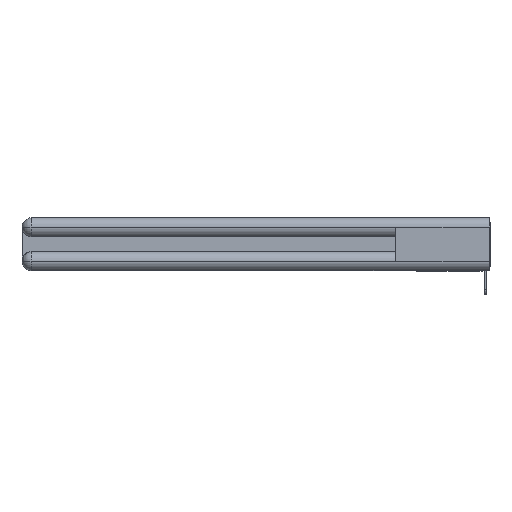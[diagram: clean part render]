
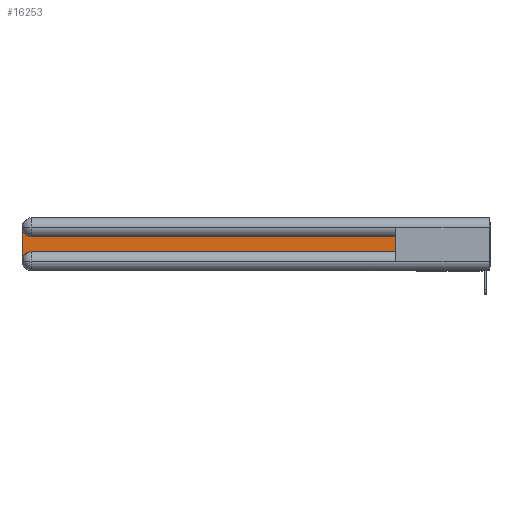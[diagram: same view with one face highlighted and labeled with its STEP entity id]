
A CAD part, left-side view. The second image highlights one B-rep face of the part: STEP entity #16253.
In plain terms, the highlighted planar face has unit normal (-1, 0, 0).
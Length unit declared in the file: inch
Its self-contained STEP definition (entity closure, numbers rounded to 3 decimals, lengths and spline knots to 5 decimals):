
#486 = VERTEX_POINT ( 'NONE', #4828 ) ;
#1282 = FACE_OUTER_BOUND ( 'NONE', #17660, .T. ) ;
#2596 = CARTESIAN_POINT ( 'NONE',  ( 0.075, 2.94, -0.2775 ) ) ;
#2976 = VERTEX_POINT ( 'NONE', #5302 ) ;
#4690 = ORIENTED_EDGE ( 'NONE', *, *, #11642, .T. ) ;
#4828 = CARTESIAN_POINT ( 'NONE',  ( 0.075, 3., -0.0625 ) ) ;
#4981 = EDGE_CURVE ( 'NONE', #486, #23415, #10979, .T. ) ;
#5302 = CARTESIAN_POINT ( 'NONE',  ( 0.075, 2.94, -0.1225 ) ) ;
#5378 = EDGE_CURVE ( 'NONE', #9948, #2976, #10022, .T. ) ;
#5574 = VECTOR ( 'NONE', #10220, 39.37008 ) ;
#5819 = VERTEX_POINT ( 'NONE', #8831 ) ;
#7035 = AXIS2_PLACEMENT_3D ( 'NONE', #2596, #8931, #23045 ) ;
#8697 = CARTESIAN_POINT ( 'NONE',  ( 0.075, 0.6, -0.2175 ) ) ;
#8831 = CARTESIAN_POINT ( 'NONE',  ( 0.075, 2.94, -0.2175 ) ) ;
#8931 = DIRECTION ( 'NONE',  ( 1., 0., 0. ) ) ;
#9948 = VERTEX_POINT ( 'NONE', #17172 ) ;
#10022 = LINE ( 'NONE', #10843, #10312 ) ;
#10220 = DIRECTION ( 'NONE',  ( 0., 0., -1. ) ) ;
#10312 = VECTOR ( 'NONE', #23273, 39.37008 ) ;
#10843 = CARTESIAN_POINT ( 'NONE',  ( 0.075, 0.6, -0.1225 ) ) ;
#10979 = LINE ( 'NONE', #22388, #5574 ) ;
#11173 = CIRCLE ( 'NONE', #16503, 0.06 ) ;
#11463 = PLANE ( 'NONE',  #11827 ) ;
#11642 = EDGE_CURVE ( 'NONE', #23415, #5819, #19589, .T. ) ;
#11827 = AXIS2_PLACEMENT_3D ( 'NONE', #21698, #16000, #23231 ) ;
#12702 = EDGE_CURVE ( 'NONE', #2976, #486, #11173, .T. ) ;
#13120 = ORIENTED_EDGE ( 'NONE', *, *, #4981, .T. ) ;
#13258 = EDGE_CURVE ( 'NONE', #21246, #9948, #14333, .T. ) ;
#13904 = DIRECTION ( 'NONE',  ( 0., 0., -1. ) ) ;
#13971 = DIRECTION ( 'NONE',  ( 0., 0., 1. ) ) ;
#14333 = LINE ( 'NONE', #18200, #21020 ) ;
#14852 = ORIENTED_EDGE ( 'NONE', *, *, #13258, .T. ) ;
#15098 = EDGE_CURVE ( 'NONE', #5819, #21246, #23914, .T. ) ;
#16000 = DIRECTION ( 'NONE',  ( 1., 0., 0. ) ) ;
#16028 = DIRECTION ( 'NONE',  ( 0., -1., 0. ) ) ;
#16096 = DIRECTION ( 'NONE',  ( 1., 0., 0. ) ) ;
#16253 = ADVANCED_FACE ( 'NONE', ( #1282 ), #11463, .F. ) ;
#16503 = AXIS2_PLACEMENT_3D ( 'NONE', #22420, #16096, #13904 ) ;
#17172 = CARTESIAN_POINT ( 'NONE',  ( 0.075, 0.6, -0.1225 ) ) ;
#17660 = EDGE_LOOP ( 'NONE', ( #24728, #24653, #13120, #4690, #21186, #14852 ) ) ;
#18200 = CARTESIAN_POINT ( 'NONE',  ( 0.075, 0.6, -0.2175 ) ) ;
#19294 = CARTESIAN_POINT ( 'NONE',  ( 0.075, 3., -0.2775 ) ) ;
#19589 = CIRCLE ( 'NONE', #7035, 0.06 ) ;
#21020 = VECTOR ( 'NONE', #13971, 39.37008 ) ;
#21186 = ORIENTED_EDGE ( 'NONE', *, *, #15098, .T. ) ;
#21246 = VERTEX_POINT ( 'NONE', #8697 ) ;
#21698 = CARTESIAN_POINT ( 'NONE',  ( 0.075, 3., -0.1225 ) ) ;
#22388 = CARTESIAN_POINT ( 'NONE',  ( 0.075, 3., -0.2175 ) ) ;
#22420 = CARTESIAN_POINT ( 'NONE',  ( 0.075, 2.94, -0.0625 ) ) ;
#23045 = DIRECTION ( 'NONE',  ( 0., 0., -1. ) ) ;
#23231 = DIRECTION ( 'NONE',  ( 0., 0., -1. ) ) ;
#23253 = VECTOR ( 'NONE', #16028, 39.37008 ) ;
#23273 = DIRECTION ( 'NONE',  ( 0., 1., 0. ) ) ;
#23415 = VERTEX_POINT ( 'NONE', #19294 ) ;
#23914 = LINE ( 'NONE', #26348, #23253 ) ;
#24653 = ORIENTED_EDGE ( 'NONE', *, *, #12702, .T. ) ;
#24728 = ORIENTED_EDGE ( 'NONE', *, *, #5378, .T. ) ;
#26348 = CARTESIAN_POINT ( 'NONE',  ( 0.075, 0.6, -0.2175 ) ) ;
